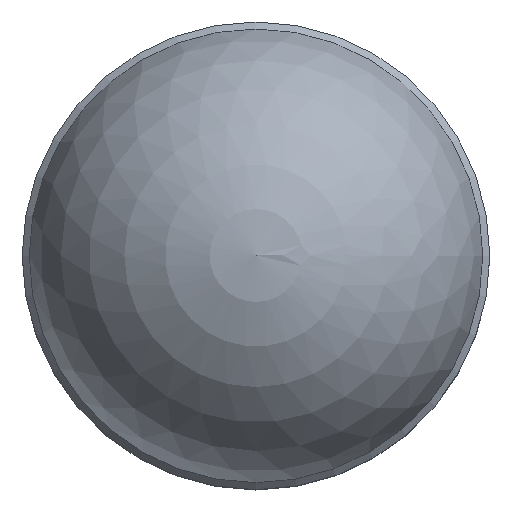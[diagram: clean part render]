
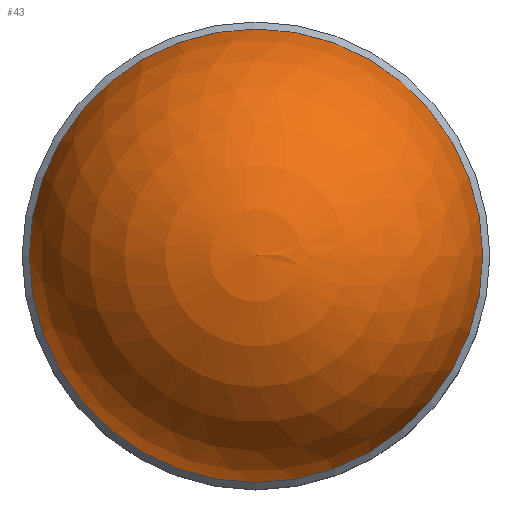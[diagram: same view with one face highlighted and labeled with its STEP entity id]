
A CAD part, top view. The second image highlights one B-rep face of the part: STEP entity #43.
In plain terms, the highlighted spherical face has radius 48 mm.
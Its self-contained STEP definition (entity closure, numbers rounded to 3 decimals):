
#43 = ADVANCED_FACE( '', ( #91 ), #92, .T. );
#91 = FACE_OUTER_BOUND( '', #142, .T. );
#92 = SPHERICAL_SURFACE( '', #143, 48. );
#142 = EDGE_LOOP( '', ( #201 ) );
#143 = AXIS2_PLACEMENT_3D( '', #202, #203, #204 );
#201 = ORIENTED_EDGE( '', *, *, #288, .T. );
#202 = CARTESIAN_POINT( '', ( 0., 0., 38.2 ) );
#203 = DIRECTION( '', ( 0., 0., 1. ) );
#204 = DIRECTION( '', ( 1., 0., 0. ) );
#288 = EDGE_CURVE( '', #334, #334, #335, .T. );
#334 = VERTEX_POINT( '', #396 );
#335 = CIRCLE( '', #397, 47.519 );
#396 = CARTESIAN_POINT( '', ( 47.519, 0., 44.981 ) );
#397 = AXIS2_PLACEMENT_3D( '', #448, #449, #450 );
#448 = CARTESIAN_POINT( '', ( 0., 0., 44.981 ) );
#449 = DIRECTION( '', ( 0., 0., 1. ) );
#450 = DIRECTION( '', ( 1., 0., 0. ) );
